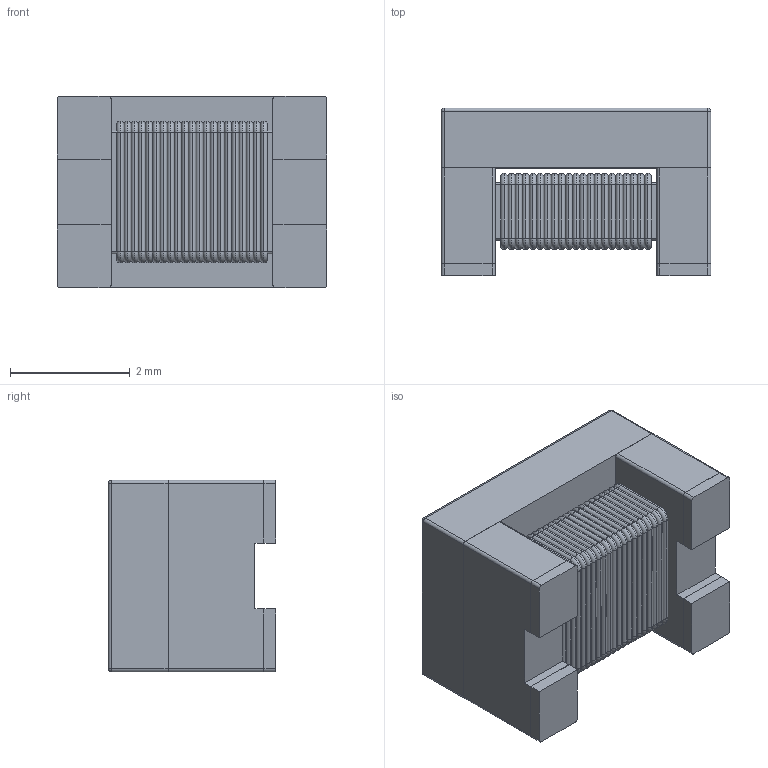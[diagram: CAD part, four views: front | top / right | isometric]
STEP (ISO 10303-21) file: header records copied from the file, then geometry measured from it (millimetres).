
FILE_DESCRIPTION (( 'STEP AP214' ), '1' );
FILE_NAME ('SRF4532TA-231Y.STEP', '2024-10-09T10:09:19', ( '' ), ( '' ), 'SwSTEP 2.0', 'SolidWorks 2016', '' );
FILE_SCHEMA (( 'AUTOMOTIVE_DESIGN' ));
Length unit declared in the file: millimetre
Products named in the file (1): SRF4532TA-231Y
Bounding box: 4.5 x 2.8 x 3.2 mm (x, y, z)
Volume: 30.9 mm3; surface area: 156.1 mm2
Topology: 27 solids, 27 shells, 422 faces, 880 edges, 468 vertices
Faces by surface type: cylinder 196, torus 168, plane 54, sphere 4
Entity records: 15436 total; most frequent: DIRECTION 2282, CARTESIAN_POINT 1767, ORIENTED_EDGE 1752, AXIS2_PLACEMENT_3D 983, EDGE_CURVE 876, CIRCLE 560, VERTEX_POINT 468, EDGE_LOOP 424
